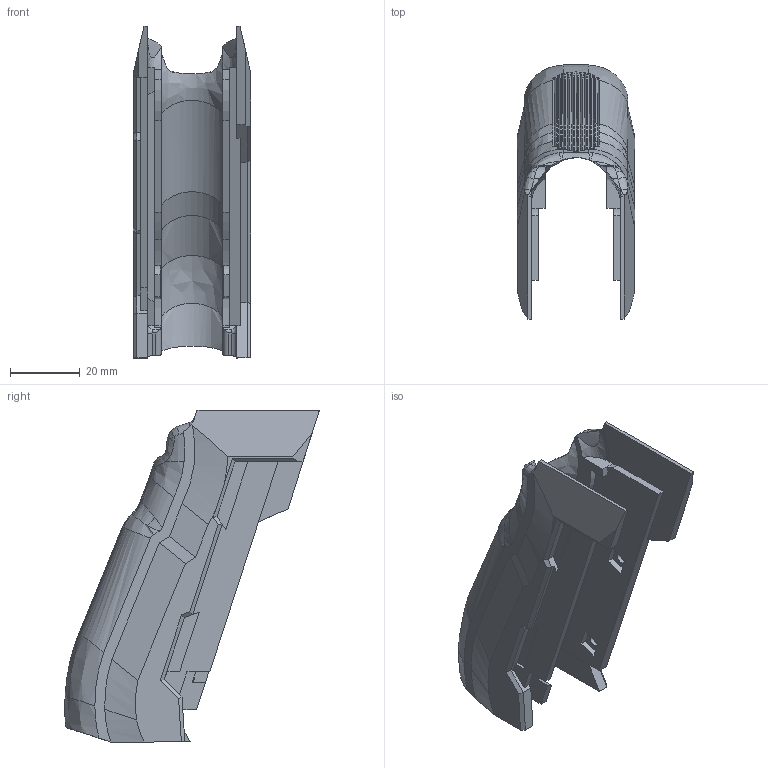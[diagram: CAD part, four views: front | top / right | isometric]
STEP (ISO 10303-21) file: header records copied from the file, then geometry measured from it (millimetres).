
FILE_DESCRIPTION(/* description */ ('Unknown'),/* implementation_level */ '2;1');
FILE_NAME(/* name */ 'jericho941_pre2007_grip_cowboyBebop_backstrap_fullSize_noLaser',/* time_stamp */ '2024-08-03T21:48:50-10:00',/* author */ ('Unknown'),/* organization */ ('Unknown'),/* preprocessor_version */ 'ST-DEVELOPER v18.1',/* originating_system */ 'Solid Edge',/* authorisation */ 'Unknown');
FILE_SCHEMA (('AUTOMOTIVE_DESIGN {1 0 10303 214 3 1 1}'));
Length unit declared in the file: millimetre
Products named in the file (2): jericho941_pre2007_grips; jericho941_pre2007_grip_cowboyBebop_backstrap_noLaser
Assembly tree (1 placements, depth 2):
  jericho941_pre2007_grips
    jericho941_pre2007_grip_cowboyBebop_backstrap_noLaser
Bounding box: 33.5 x 72.87 x 95 mm (x, y, z)
Volume: 35419.6 mm3; surface area: 19715.3 mm2
Topology: 1 solids, 2 shells, 354 faces, 936 edges, 586 vertices
Faces by surface type: plane 171, bspline 80, cylinder 57, cone 44, torus 2
Full cylindrical faces by diameter (mm): 3 x2
Entity records: 12371 total; most frequent: CARTESIAN_POINT 4298, ORIENTED_EDGE 1860, DIRECTION 1395, EDGE_CURVE 930, VERTEX_POINT 586, LINE 511, VECTOR 511, AXIS2_PLACEMENT_3D 442
